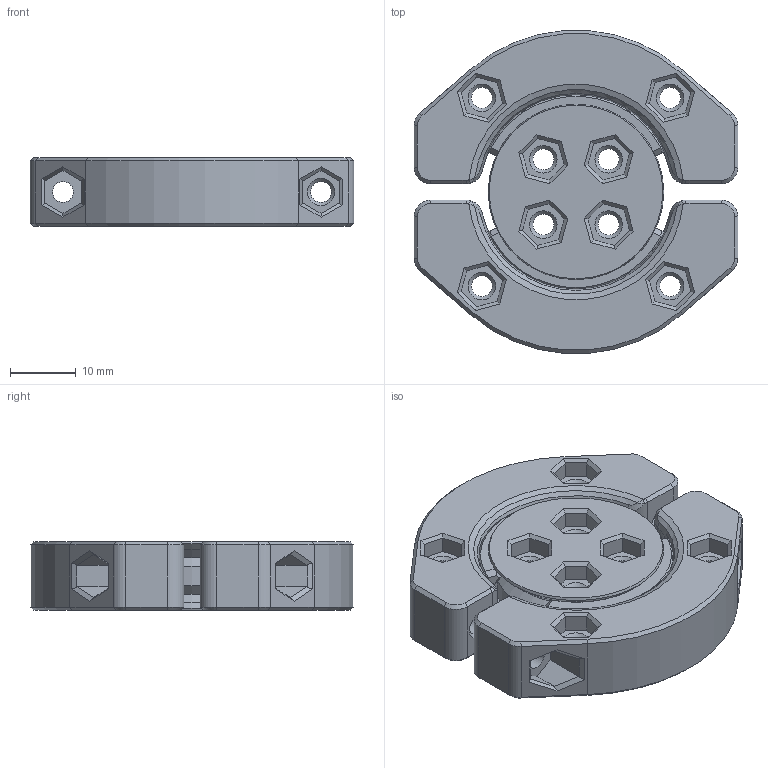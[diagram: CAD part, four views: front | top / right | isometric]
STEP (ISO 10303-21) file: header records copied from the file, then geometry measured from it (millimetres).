
FILE_DESCRIPTION(/* description */ (''),/* implementation_level */ '2;1');
FILE_NAME(/* name */ 'drum joint brake axial slim.step',/* time_stamp */ '2025-08-21T14:05:31+02:00',/* author */ (''),/* organization */ (''),/* preprocessor_version */ 'ST-DEVELOPER v20.1',/* originating_system */ 'Autodesk Translation Framework v14.10.0.0',/* authorisation */ '');
FILE_SCHEMA (('AUTOMOTIVE_DESIGN { 1 0 10303 214 3 1 1 }'));
Length unit declared in the file: millimetre
Products named in the file (4): drum joint brake axial slim; inner ring; middle ring; outter ring
Assembly tree (3 placements, depth 2):
  drum joint brake axial slim
    inner ring
    middle ring
    outter ring
Bounding box: 49.4 x 49.24 x 10.5 mm (x, y, z)
Volume: 17003.7 mm3; surface area: 10413.5 mm2
Topology: 5 solids, 5 shells, 417 faces, 1005 edges, 610 vertices
Faces by surface type: plane 246, cone 98, bspline 40, cylinder 33
Full cylindrical faces by diameter (mm): 3.2 x12, 25 x1
Entity records: 12980 total; most frequent: CARTESIAN_POINT 3621, ORIENTED_EDGE 2010, DIRECTION 1746, EDGE_CURVE 1005, LINE 614, VECTOR 614, VERTEX_POINT 610, AXIS2_PLACEMENT_3D 566
